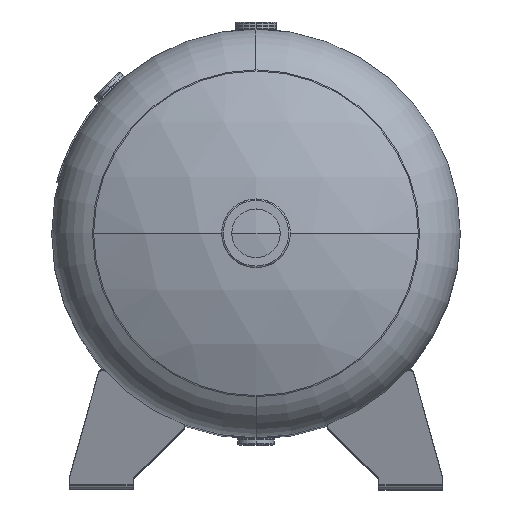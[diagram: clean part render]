
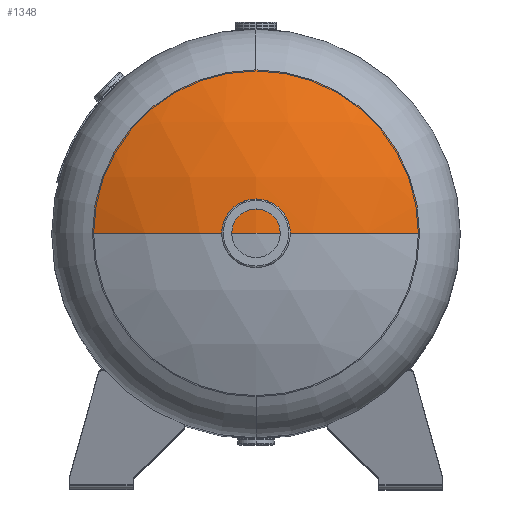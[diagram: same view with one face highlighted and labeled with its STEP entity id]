
A CAD part, top view. The second image highlights one B-rep face of the part: STEP entity #1348.
In plain terms, the highlighted spherical face has radius 365.76 mm.
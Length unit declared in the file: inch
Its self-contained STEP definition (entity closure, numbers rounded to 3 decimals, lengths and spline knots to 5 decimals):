
#82 = DIRECTION ( 'NONE',  ( 0., 0., -1. ) ) ;
#504 = CARTESIAN_POINT ( 'NONE',  ( 0., 3.5095, 0. ) ) ;
#603 = FACE_OUTER_BOUND ( 'NONE', #9611, .T. ) ;
#723 = SPHERICAL_SURFACE ( 'NONE', #1021, 14.4 ) ;
#1005 = CIRCLE ( 'NONE', #4281, 14.4 ) ;
#1021 = AXIS2_PLACEMENT_3D ( 'NONE', #10906, #11808, #2721 ) ;
#1348 = ADVANCED_FACE ( 'NONE', ( #603 ), #723, .T. ) ;
#1390 = CARTESIAN_POINT ( 'NONE',  ( 0., 3.5095, 6.4 ) ) ;
#1423 = DIRECTION ( 'NONE',  ( 1., 0., 0. ) ) ;
#1435 = VERTEX_POINT ( 'NONE', #9276 ) ;
#1615 = VERTEX_POINT ( 'NONE', #9123 ) ;
#2721 = DIRECTION ( 'NONE',  ( 1., 0., 0. ) ) ;
#2821 = ORIENTED_EDGE ( 'NONE', *, *, #8273, .F. ) ;
#3090 = AXIS2_PLACEMENT_3D ( 'NONE', #3692, #82, #4546 ) ;
#3365 = AXIS2_PLACEMENT_3D ( 'NONE', #9191, #11789, #8299 ) ;
#3692 = CARTESIAN_POINT ( 'NONE',  ( 0., -9.39011, 0. ) ) ;
#4281 = AXIS2_PLACEMENT_3D ( 'NONE', #9679, #6919, #1423 ) ;
#4546 = DIRECTION ( 'NONE',  ( -1., 0., 0. ) ) ;
#5529 = EDGE_CURVE ( 'NONE', #1435, #8166, #1005, .T. ) ;
#5648 = ORIENTED_EDGE ( 'NONE', *, *, #10418, .F. ) ;
#6029 = CIRCLE ( 'NONE', #7570, 6.4 ) ;
#6802 = EDGE_CURVE ( 'NONE', #1435, #1615, #8296, .T. ) ;
#6919 = DIRECTION ( 'NONE',  ( 0., 0., 1. ) ) ;
#7212 = VERTEX_POINT ( 'NONE', #1390 ) ;
#7379 = ORIENTED_EDGE ( 'NONE', *, *, #5529, .T. ) ;
#7535 = ORIENTED_EDGE ( 'NONE', *, *, #6802, .F. ) ;
#7570 = AXIS2_PLACEMENT_3D ( 'NONE', #504, #9718, #11530 ) ;
#8166 = VERTEX_POINT ( 'NONE', #11842 ) ;
#8273 = EDGE_CURVE ( 'NONE', #1615, #7212, #6029, .T. ) ;
#8296 = CIRCLE ( 'NONE', #3090, 14.4 ) ;
#8299 = DIRECTION ( 'NONE',  ( 0., 0., -1. ) ) ;
#9123 = CARTESIAN_POINT ( 'NONE',  ( 6.4, 3.5095, 0. ) ) ;
#9191 = CARTESIAN_POINT ( 'NONE',  ( 0., 3.5095, 0. ) ) ;
#9276 = CARTESIAN_POINT ( 'NONE',  ( 0., 5.00989, 0. ) ) ;
#9331 = CIRCLE ( 'NONE', #3365, 6.4 ) ;
#9611 = EDGE_LOOP ( 'NONE', ( #7535, #7379, #5648, #2821 ) ) ;
#9679 = CARTESIAN_POINT ( 'NONE',  ( 0., -9.39011, 0. ) ) ;
#9718 = DIRECTION ( 'NONE',  ( 0., -1., 0. ) ) ;
#10418 = EDGE_CURVE ( 'NONE', #7212, #8166, #9331, .T. ) ;
#10906 = CARTESIAN_POINT ( 'NONE',  ( 0., -9.39011, 0. ) ) ;
#11530 = DIRECTION ( 'NONE',  ( 0., 0., -1. ) ) ;
#11789 = DIRECTION ( 'NONE',  ( 0., -1., 0. ) ) ;
#11808 = DIRECTION ( 'NONE',  ( 0., 0., 1. ) ) ;
#11842 = CARTESIAN_POINT ( 'NONE',  ( -6.4, 3.5095, 0. ) ) ;
